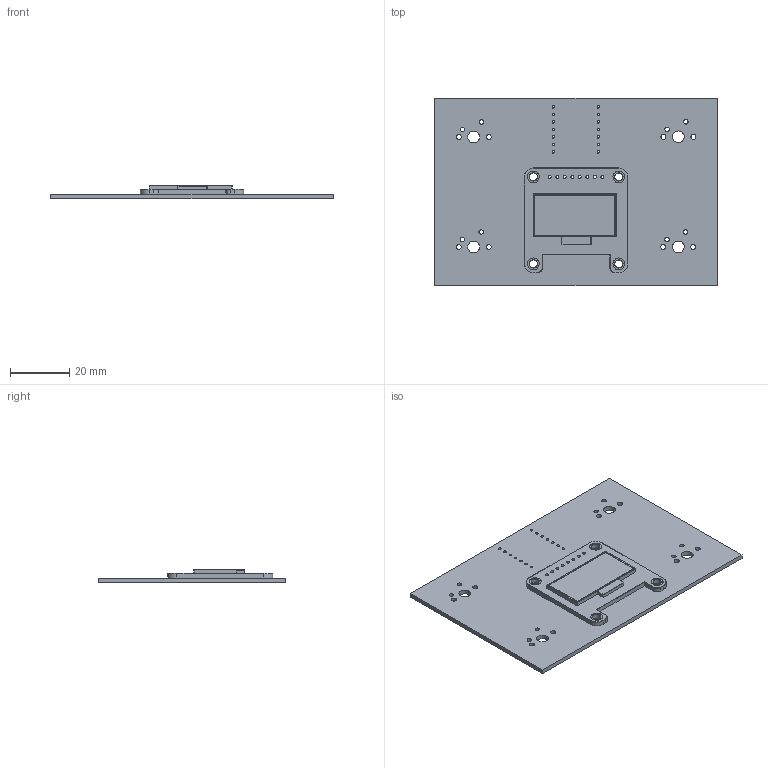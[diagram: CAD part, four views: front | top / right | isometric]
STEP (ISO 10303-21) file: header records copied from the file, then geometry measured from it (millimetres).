
FILE_DESCRIPTION(('KiCad electronic assembly'),'2;1');
FILE_NAME('pcbmodel.step','2025-12-24T02:21:17',('Pcbnew'),('Kicad'), 'Open CASCADE STEP processor 7.9','KiCad to STEP converter','Unknown' );
FILE_SCHEMA(('AUTOMOTIVE_DESIGN { 1 0 10303 214 1 1 1 1 }'));
Length unit declared in the file: millimetre
Products named in the file (3): pcbmodel 1; Adafruit_SSD1306; schedule_PCB
Assembly tree (2 placements, depth 2):
  pcbmodel 1
    Adafruit_SSD1306
    schedule_PCB
Bounding box: 95.5 x 63.5 x 4.59 mm (x, y, z)
Volume: 11251.3 mm3; surface area: 15307.7 mm2
Topology: 2 solids, 2 shells, 150 faces, 388 edges, 242 vertices
Faces by surface type: cylinder 99, plane 39, torus 6, sphere 6
Full cylindrical faces by diameter (mm): 0.889 x14, 1 x16, 1.5 x8, 1.7 x8, 2.7 x4, 2.8 x8, 4 x8
Entity records: 5564 total; most frequent: DIRECTION 894, CARTESIAN_POINT 777, ORIENTED_EDGE 764, EDGE_CURVE 382, AXIS2_PLACEMENT_3D 359, FACE_BOUND 272, EDGE_LOOP 272, VERTEX_POINT 242
